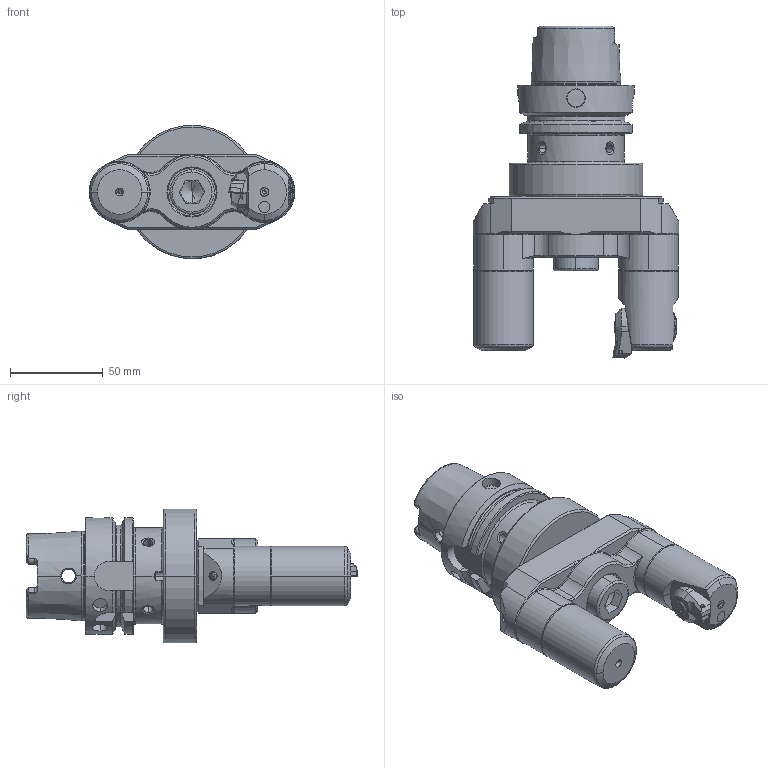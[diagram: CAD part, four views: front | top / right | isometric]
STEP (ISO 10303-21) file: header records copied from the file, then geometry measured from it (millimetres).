
FILE_DESCRIPTION (( 'STEP AP203' ), '1' );
FILE_NAME ('KoU-D32.ST3.110.STEP', '2017-11-15T12:16:46', ( 'SWIAdmin' ), ( 'Hewlett-Packard Company' ), 'SwSTEP 2.0', 'SolidWorks 2017', '' );
FILE_SCHEMA (( 'CONFIG_CONTROL_DESIGN' ));
Length unit declared in the file: millimetre
Products named in the file (30): F32-BG1.002.017_B; DIN 7984 - M16 x 35; ISO 4026 - M6 x 5_PreviewCfg; F32-BG2.014.012_A; ST3-F32.K20.047_B; Klebstoff D6; DIN 3771 - 15x1; ST3-ER2.001.007_A; T7 M2.5 x 6; F32-BG2.017.003_A; F32-ER1.101.010_A; KoU-D32.ST3.110_B; ST3-F32.K21.047_MIN mit WP Halter; F32-BG2.017.004_A; F32-WCA.001.007_C_fertigbearbeitet; KVT_MB_600_050; CWF-ST3.Ko1.045_A; F32-BG2.009.012_A; CCMT060204; HA6-D32.K01.060_D_Fertigbearbeitung; CWF-ST3.Ko1.045; F32-BG1.010.006_A; WCA-ER2.001.006_A; D32-ER2.001.022_B; ST3-ER1.001.008_A; F32; F32-WCA.001.007; HA6-D32.K01.060_Schraube DIN 7984; KoU-D32.ST3.110; F32-BG3.006.026_A
Assembly tree (35 placements, depth 4):
  KoU-D32.ST3.110
    KoU-D32.ST3.110_B
    KVT_MB_600_050  x2
    HA6-D32.K01.060_Schraube DIN 7984
      HA6-D32.K01.060_D_Fertigbearbeitung
      D32-ER2.001.022_B  x2
    DIN 7984 - M16 x 35
    ST3-F32.K21.047_MIN mit WP Halter
      ST3-F32.K20.047_B
      ST3-ER2.001.007_A  x2
      F32-ER1.101.010_A
      F32-WCA.001.007
        F32-WCA.001.007_C_fertigbearbeitet
        CCMT060204
        WCA-ER2.001.006_A
      F32
        F32-BG1.002.017_B
        F32-BG2.014.012_A
        DIN 3771 - 15x1
        F32-BG2.017.003_A
        F32-BG2.017.004_A
        F32-BG2.009.012_A
        F32-BG1.010.006_A
      F32-BG3.006.026_A
      ISO 4026 - M6 x 5_PreviewCfg
      Klebstoff D6
      T7 M2.5 x 6
    CWF-ST3.Ko1.045
      CWF-ST3.Ko1.045_A
      ST3-ER2.001.007_A  x2
    ST3-ER1.001.008_A  x2
Bounding box: 111 x 178.9 x 72 mm (x, y, z)
Volume: 365401.7 mm3; surface area: 97456.9 mm2
Topology: 34 solids, 34 shells, 1706 faces, 4198 edges, 2543 vertices
Faces by surface type: plane 552, cone 475, cylinder 403, torus 203, bspline 65, sphere 8
Entity records: 54773 total; most frequent: CARTESIAN_POINT 16026, ORIENTED_EDGE 7580, DIRECTION 7224, EDGE_CURVE 3790, AXIS2_PLACEMENT_3D 2873, VERTEX_POINT 2340, EDGE_LOOP 1644, FACE_OUTER_BOUND 1543
